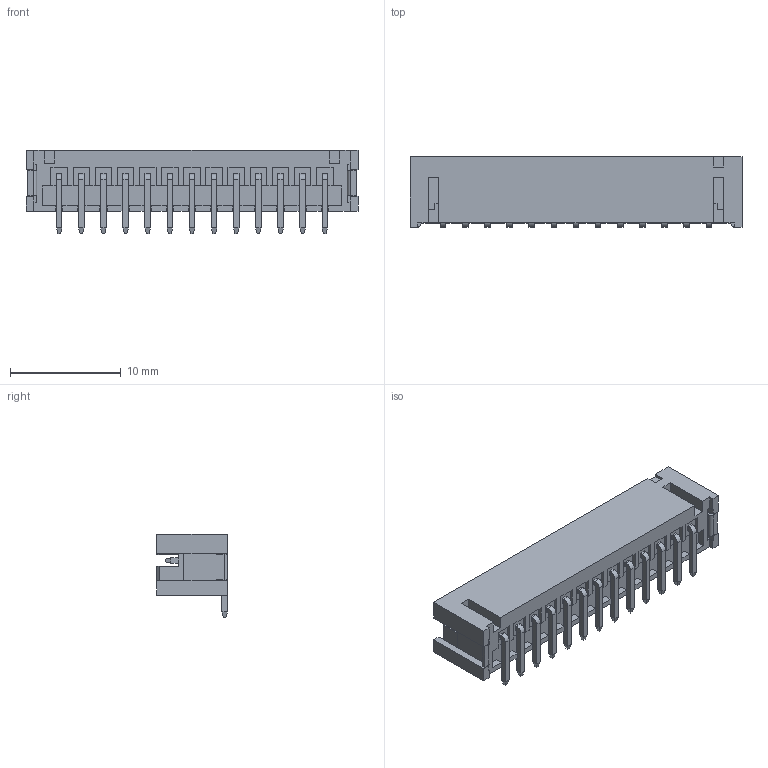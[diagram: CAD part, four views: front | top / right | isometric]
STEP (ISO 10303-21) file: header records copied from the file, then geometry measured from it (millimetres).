
FILE_DESCRIPTION (( 'STEP AP203' ), '1' );
FILE_NAME ('140-513-417-011.STEP', '2020-03-31T20:06:56', ( '' ), ( '' ), 'SwSTEP 2.0', 'SolidWorks 2016', '' );
FILE_SCHEMA (( 'CONFIG_CONTROL_DESIGN' ));
Length unit declared in the file: millimetre
Products named in the file (4): V SMT Housing_513; V SMT Pad; V SMT Contact; 140-513-417-011
Assembly tree (16 placements, depth 2):
  140-513-417-011
    V SMT Housing_513
    V SMT Contact  x13
    V SMT Pad  x2
Bounding box: 30 x 6.4 x 7.5 mm (x, y, z)
Volume: 428.7 mm3; surface area: 1553.5 mm2
Topology: 16 solids, 16 shells, 594 faces, 1480 edges, 914 vertices
Faces by surface type: plane 564, cylinder 30
Entity records: 11050 total; most frequent: CARTESIAN_POINT 1853, ORIENTED_EDGE 1832, DIRECTION 1594, EDGE_CURVE 916, LINE 908, VECTOR 908, VERTEX_POINT 602, AXIS2_PLACEMENT_3D 343
